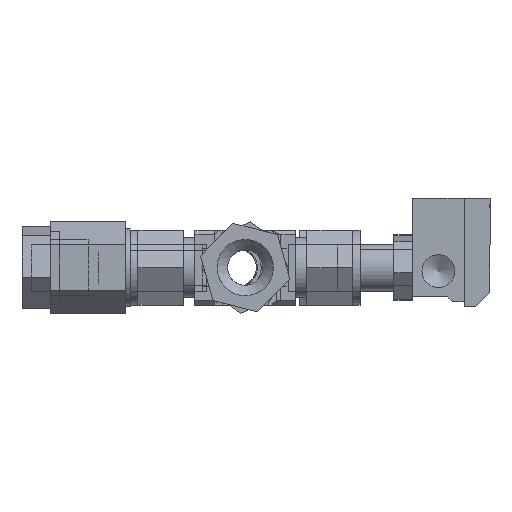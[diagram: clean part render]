
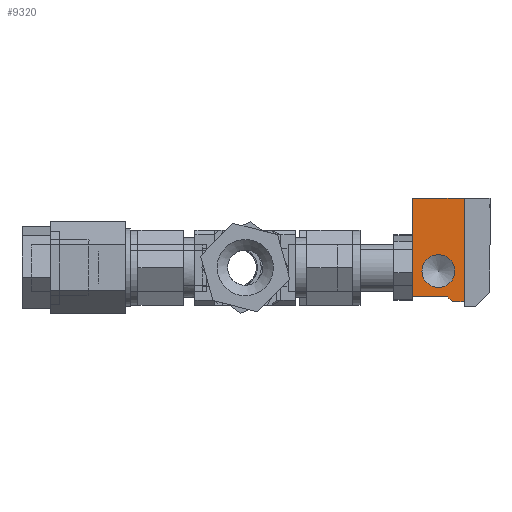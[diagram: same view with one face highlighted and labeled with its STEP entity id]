
A CAD part, left-side view. The second image highlights one B-rep face of the part: STEP entity #9320.
In plain terms, the highlighted face is planar.
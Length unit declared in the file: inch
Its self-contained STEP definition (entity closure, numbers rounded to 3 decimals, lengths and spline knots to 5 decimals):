
#762=LINE($,#15953,#1173);
#766=LINE($,#15960,#1177);
#769=LINE($,#15966,#1180);
#772=LINE($,#15972,#1183);
#775=LINE($,#15978,#1186);
#777=LINE($,#15981,#1188);
#1173=VECTOR($,#13360,0.46925);
#1177=VECTOR($,#13366,0.08839);
#1180=VECTOR($,#13371,0.15625);
#1183=VECTOR($,#13376,1.375);
#1186=VECTOR($,#13381,0.688);
#1188=VECTOR($,#13385,1.3125);
#2160=FACE_BOUND($,#3988,.T.);
#2161=FACE_BOUND($,#3989,.T.);
#3988=EDGE_LOOP($,(#8333));
#3989=EDGE_LOOP($,(#8334,#8335,#8336,#8337,#8338,#8339));
#4577=CIRCLE($,#10524,0.21875);
#5370=VERTEX_POINT($,#15944);
#5373=VERTEX_POINT($,#15950);
#5374=VERTEX_POINT($,#15952);
#5376=VERTEX_POINT($,#15958);
#5378=VERTEX_POINT($,#15964);
#5380=VERTEX_POINT($,#15970);
#5382=VERTEX_POINT($,#15976);
#6354=EDGE_CURVE($,#5370,#5370,#4577,.T.);
#6357=EDGE_CURVE($,#5374,#5373,#762,.T.);
#6361=EDGE_CURVE($,#5373,#5376,#766,.T.);
#6364=EDGE_CURVE($,#5376,#5378,#769,.T.);
#6367=EDGE_CURVE($,#5378,#5380,#772,.T.);
#6370=EDGE_CURVE($,#5380,#5382,#775,.T.);
#6372=EDGE_CURVE($,#5382,#5374,#777,.T.);
#8333=ORIENTED_EDGE($,*,*,#6354,.T.);
#8334=ORIENTED_EDGE($,*,*,#6372,.T.);
#8335=ORIENTED_EDGE($,*,*,#6357,.T.);
#8336=ORIENTED_EDGE($,*,*,#6361,.T.);
#8337=ORIENTED_EDGE($,*,*,#6364,.T.);
#8338=ORIENTED_EDGE($,*,*,#6367,.T.);
#8339=ORIENTED_EDGE($,*,*,#6370,.T.);
#8715=PLANE($,#10532);
#9320=ADVANCED_FACE($,(#2160,#2161),#8715,.F.);
#10524=AXIS2_PLACEMENT_3D($,#15945,#13354,#13355);
#10532=AXIS2_PLACEMENT_3D($,#15983,#13388,#13389);
#13354=DIRECTION('center_axis',(0.,0.,1.));
#13355=DIRECTION('ref_axis',(-1.,0.,0.));
#13360=DIRECTION($,(-1.,0.,0.));
#13366=DIRECTION($,(-0.707,-0.707,0.));
#13371=DIRECTION($,(-1.,0.,0.));
#13376=DIRECTION($,(0.,1.,0.));
#13381=DIRECTION($,(1.,0.,0.));
#13385=DIRECTION($,(0.,-1.,0.));
#13388=DIRECTION('center_axis',(0.,0.,1.));
#13389=DIRECTION('ref_axis',(1.,0.,0.));
#15944=CARTESIAN_POINT('',(-0.5625,-0.96875,0.));
#15945=CARTESIAN_POINT('Origin',(-0.34375,-0.96875,0.));
#15950=CARTESIAN_POINT('',(-0.46925,-1.3125,0.));
#15952=CARTESIAN_POINT('',(0.,-1.3125,0.));
#15953=CARTESIAN_POINT($,(0.,-1.3125,0.));
#15958=CARTESIAN_POINT('',(-0.53175,-1.375,0.));
#15960=CARTESIAN_POINT($,(-0.46925,-1.3125,0.));
#15964=CARTESIAN_POINT('',(-0.688,-1.375,0.));
#15966=CARTESIAN_POINT($,(-0.53175,-1.375,0.));
#15970=CARTESIAN_POINT('',(-0.688,0.,0.));
#15972=CARTESIAN_POINT($,(-0.688,-1.375,0.));
#15976=CARTESIAN_POINT('',(0.,0.,0.));
#15978=CARTESIAN_POINT($,(-0.688,0.,0.));
#15981=CARTESIAN_POINT($,(0.,0.,0.));
#15983=CARTESIAN_POINT('Origin',(-0.35025,-0.67398,
0.));
